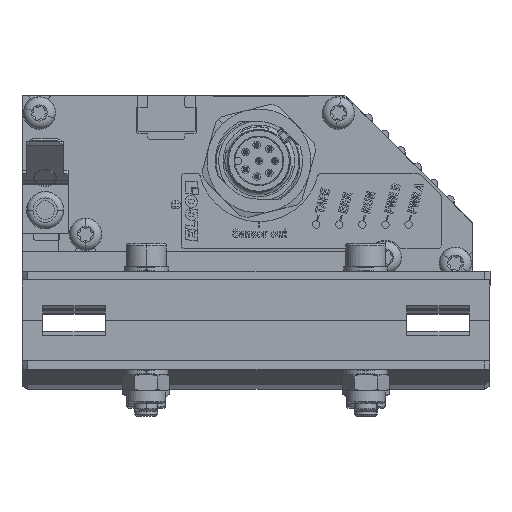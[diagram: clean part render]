
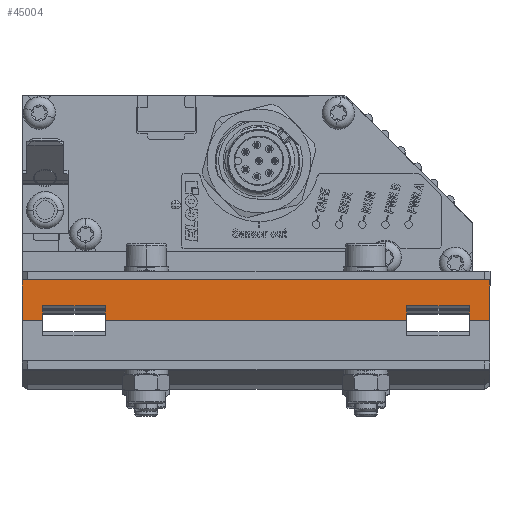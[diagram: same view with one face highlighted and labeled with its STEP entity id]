
A CAD part, top view. The second image highlights one B-rep face of the part: STEP entity #45004.
In plain terms, the highlighted planar face has unit normal (0, 0, 1).
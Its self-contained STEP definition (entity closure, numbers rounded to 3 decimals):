
#10 = CARTESIAN_POINT ( 'NONE',  ( 3., -2.943, 262.117 ) ) ;
#1864 = CARTESIAN_POINT ( 'NONE',  ( -74.4, -2.943, 262.117 ) ) ;
#1886 = ORIENTED_EDGE ( 'NONE', *, *, #21720, .T. ) ;
#4031 = ORIENTED_EDGE ( 'NONE', *, *, #47345, .T. ) ;
#4928 = CARTESIAN_POINT ( 'NONE',  ( -63.6, -0.397, 262.117 ) ) ;
#5020 = DIRECTION ( 'NONE',  ( 0., 1., 0. ) ) ;
#5171 = VECTOR ( 'NONE', #7000, 1000. ) ;
#5618 = CARTESIAN_POINT ( 'NONE',  ( -74.4, -0.943, 262.117 ) ) ;
#7000 = DIRECTION ( 'NONE',  ( 0., 1., 0. ) ) ;
#10484 = LINE ( 'NONE', #77832, #16829 ) ;
#11785 = CARTESIAN_POINT ( 'NONE',  ( -11.4, -2.943, 262.117 ) ) ;
#12914 = VERTEX_POINT ( 'NONE', #52436 ) ;
#13097 = LINE ( 'NONE', #31808, #27998 ) ;
#13196 = VERTEX_POINT ( 'NONE', #66658 ) ;
#14899 = VERTEX_POINT ( 'NONE', #10 ) ;
#15732 = ORIENTED_EDGE ( 'NONE', *, *, #76345, .T. ) ;
#16829 = VECTOR ( 'NONE', #37138, 1000. ) ;
#17201 = VERTEX_POINT ( 'NONE', #21920 ) ;
#17633 = VECTOR ( 'NONE', #30266, 1000. ) ;
#18031 = LINE ( 'NONE', #83043, #24450 ) ;
#19765 = LINE ( 'NONE', #50744, #17633 ) ;
#19879 = ORIENTED_EDGE ( 'NONE', *, *, #86550, .T. ) ;
#21592 = CARTESIAN_POINT ( 'NONE',  ( -78., -2.943, 262.117 ) ) ;
#21720 = EDGE_CURVE ( 'NONE', #14899, #30793, #18031, .T. ) ;
#21920 = CARTESIAN_POINT ( 'NONE',  ( -78., 4.057, 262.117 ) ) ;
#23392 = LINE ( 'NONE', #64396, #39292 ) ;
#23649 = CARTESIAN_POINT ( 'NONE',  ( -0.6, -0.943, 262.117 ) ) ;
#24450 = VECTOR ( 'NONE', #55703, 1000. ) ;
#27998 = VECTOR ( 'NONE', #79597, 1000. ) ;
#28459 = EDGE_CURVE ( 'NONE', #13196, #14899, #59909, .T. ) ;
#30194 = LINE ( 'NONE', #84106, #60981 ) ;
#30227 = EDGE_CURVE ( 'NONE', #59133, #58159, #23392, .T. ) ;
#30266 = DIRECTION ( 'NONE',  ( 1., 0., 0. ) ) ;
#30652 = ORIENTED_EDGE ( 'NONE', *, *, #37198, .T. ) ;
#30793 = VERTEX_POINT ( 'NONE', #76091 ) ;
#31436 = PLANE ( 'NONE',  #82525 ) ;
#31808 = CARTESIAN_POINT ( 'NONE',  ( 3., 4.057, 262.117 ) ) ;
#32748 = VERTEX_POINT ( 'NONE', #21592 ) ;
#35937 = LINE ( 'NONE', #61281, #5171 ) ;
#35998 = DIRECTION ( 'NONE',  ( 1., 0., 0. ) ) ;
#37138 = DIRECTION ( 'NONE',  ( 0., -1., 0. ) ) ;
#37198 = EDGE_CURVE ( 'NONE', #30793, #17201, #13097, .T. ) ;
#38032 = ORIENTED_EDGE ( 'NONE', *, *, #65930, .T. ) ;
#39292 = VECTOR ( 'NONE', #51333, 1000. ) ;
#44756 = DIRECTION ( 'NONE',  ( -1., 0., 0. ) ) ;
#45004 = ADVANCED_FACE ( 'NONE', ( #50779 ), #31436, .T. ) ;
#45341 = VERTEX_POINT ( 'NONE', #1864 ) ;
#46652 = CARTESIAN_POINT ( 'NONE',  ( -0.6, -2.943, 262.117 ) ) ;
#47345 = EDGE_CURVE ( 'NONE', #17201, #32748, #58585, .T. ) ;
#48230 = VECTOR ( 'NONE', #53776, 1000. ) ;
#49015 = DIRECTION ( 'NONE',  ( 0., -1., 0. ) ) ;
#50744 = CARTESIAN_POINT ( 'NONE',  ( -78., -2.943, 262.117 ) ) ;
#50779 = FACE_OUTER_BOUND ( 'NONE', #56034, .T. ) ;
#51333 = DIRECTION ( 'NONE',  ( 1., 0., 0. ) ) ;
#51342 = CARTESIAN_POINT ( 'NONE',  ( 3., -2.943, 262.117 ) ) ;
#52436 = CARTESIAN_POINT ( 'NONE',  ( -74.4, -0.397, 262.117 ) ) ;
#53298 = VECTOR ( 'NONE', #57528, 1000. ) ;
#53776 = DIRECTION ( 'NONE',  ( 1., 0., 0. ) ) ;
#55207 = ORIENTED_EDGE ( 'NONE', *, *, #78457, .T. ) ;
#55703 = DIRECTION ( 'NONE',  ( 0., 1., 0. ) ) ;
#56034 = EDGE_LOOP ( 'NONE', ( #19879, #38032, #70546, #55207, #58980, #15732, #68877, #1886, #30652, #4031, #57896, #69415 ) ) ;
#57528 = DIRECTION ( 'NONE',  ( 0., -1., 0. ) ) ;
#57896 = ORIENTED_EDGE ( 'NONE', *, *, #62676, .T. ) ;
#58159 = VERTEX_POINT ( 'NONE', #70854 ) ;
#58585 = LINE ( 'NONE', #82919, #61705 ) ;
#58980 = ORIENTED_EDGE ( 'NONE', *, *, #30227, .T. ) ;
#59133 = VERTEX_POINT ( 'NONE', #69865 ) ;
#59909 = LINE ( 'NONE', #46652, #48230 ) ;
#60981 = VECTOR ( 'NONE', #35998, 1000. ) ;
#61281 = CARTESIAN_POINT ( 'NONE',  ( -11.4, -2.943, 262.117 ) ) ;
#61705 = VECTOR ( 'NONE', #49015, 1000. ) ;
#62676 = EDGE_CURVE ( 'NONE', #32748, #45341, #19765, .T. ) ;
#62975 = CARTESIAN_POINT ( 'NONE',  ( -63.6, -2.943, 262.117 ) ) ;
#64396 = CARTESIAN_POINT ( 'NONE',  ( -0.6, -0.397, 262.117 ) ) ;
#64549 = CARTESIAN_POINT ( 'NONE',  ( -63.6, -0.397, 262.117 ) ) ;
#65769 = VERTEX_POINT ( 'NONE', #62975 ) ;
#65930 = EDGE_CURVE ( 'NONE', #68987, #65769, #10484, .T. ) ;
#66658 = CARTESIAN_POINT ( 'NONE',  ( -0.6, -2.943, 262.117 ) ) ;
#68370 = LINE ( 'NONE', #64549, #72656 ) ;
#68877 = ORIENTED_EDGE ( 'NONE', *, *, #28459, .T. ) ;
#68987 = VERTEX_POINT ( 'NONE', #4928 ) ;
#69415 = ORIENTED_EDGE ( 'NONE', *, *, #86061, .T. ) ;
#69865 = CARTESIAN_POINT ( 'NONE',  ( -11.4, -0.397, 262.117 ) ) ;
#70546 = ORIENTED_EDGE ( 'NONE', *, *, #80031, .T. ) ;
#70854 = CARTESIAN_POINT ( 'NONE',  ( -0.6, -0.397, 262.117 ) ) ;
#71364 = LINE ( 'NONE', #23649, #53298 ) ;
#71726 = VERTEX_POINT ( 'NONE', #11785 ) ;
#72656 = VECTOR ( 'NONE', #84793, 1000. ) ;
#73843 = LINE ( 'NONE', #5618, #81265 ) ;
#76091 = CARTESIAN_POINT ( 'NONE',  ( 3., 4.057, 262.117 ) ) ;
#76345 = EDGE_CURVE ( 'NONE', #58159, #13196, #71364, .T. ) ;
#77832 = CARTESIAN_POINT ( 'NONE',  ( -63.6, -2.943, 262.117 ) ) ;
#78457 = EDGE_CURVE ( 'NONE', #71726, #59133, #35937, .T. ) ;
#79597 = DIRECTION ( 'NONE',  ( -1., 0., 0. ) ) ;
#80031 = EDGE_CURVE ( 'NONE', #65769, #71726, #30194, .T. ) ;
#81265 = VECTOR ( 'NONE', #5020, 1000. ) ;
#82525 = AXIS2_PLACEMENT_3D ( 'NONE', #51342, #85833, #44756 ) ;
#82919 = CARTESIAN_POINT ( 'NONE',  ( -78., 4.057, 262.117 ) ) ;
#83043 = CARTESIAN_POINT ( 'NONE',  ( 3., -2.943, 262.117 ) ) ;
#84106 = CARTESIAN_POINT ( 'NONE',  ( -63.6, -2.943, 262.117 ) ) ;
#84793 = DIRECTION ( 'NONE',  ( 1., 0., 0. ) ) ;
#85833 = DIRECTION ( 'NONE',  ( 0., 0., 1. ) ) ;
#86061 = EDGE_CURVE ( 'NONE', #45341, #12914, #73843, .T. ) ;
#86550 = EDGE_CURVE ( 'NONE', #12914, #68987, #68370, .T. ) ;
